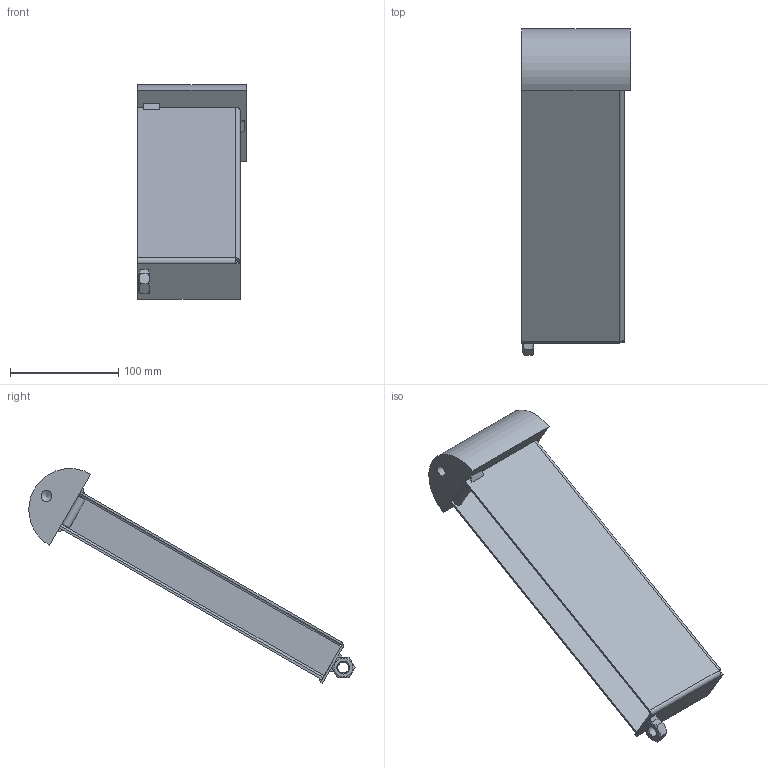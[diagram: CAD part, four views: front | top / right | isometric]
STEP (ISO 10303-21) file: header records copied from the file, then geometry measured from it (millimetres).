
FILE_DESCRIPTION(/* description */ (''),/* implementation_level */ '2;1');
FILE_NAME(/* name */ 'SF 450 B-B Beam-Beam unit.stp',/* time_stamp */ '2016-06-21T20:12:09+02:00',/* author */ ('OEM'),/* organization */ (''),/* preprocessor_version */ 'ST-DEVELOPER v15.2',/* originating_system */ 'Autodesk Inventor 2014',/* authorisation */ '');
FILE_SCHEMA (('CONFIG_CONTROL_DESIGN'));
Length unit declared in the file: millimetre
Products named in the file (6): SF 450 B-B_Welds; SF 450-1 U-channel; SF 450 B-B-2 Half round steel; SF 450-5 Round bar; Nut M12 DIN 934 - M12 x 1,75; SF 450 B-B
Bounding box: 100 x 301.42 x 198.49 mm (x, y, z)
Volume: 351174.9 mm3; surface area: 164725.3 mm2
Topology: 12 solids, 12 shells, 101 faces, 197 edges, 120 vertices
Faces by surface type: plane 79, cylinder 12, cone 6, bspline 4
Full cylindrical faces by diameter (mm): 8 x1, 10.106 x2, 17.294 x1
Entity records: 13635 total; most frequent: CARTESIAN_POINT 11569, DIRECTION 404, ORIENTED_EDGE 368, EDGE_CURVE 184, AXIS2_PLACEMENT_3D 138, LINE 128, VECTOR 128, VERTEX_POINT 117
